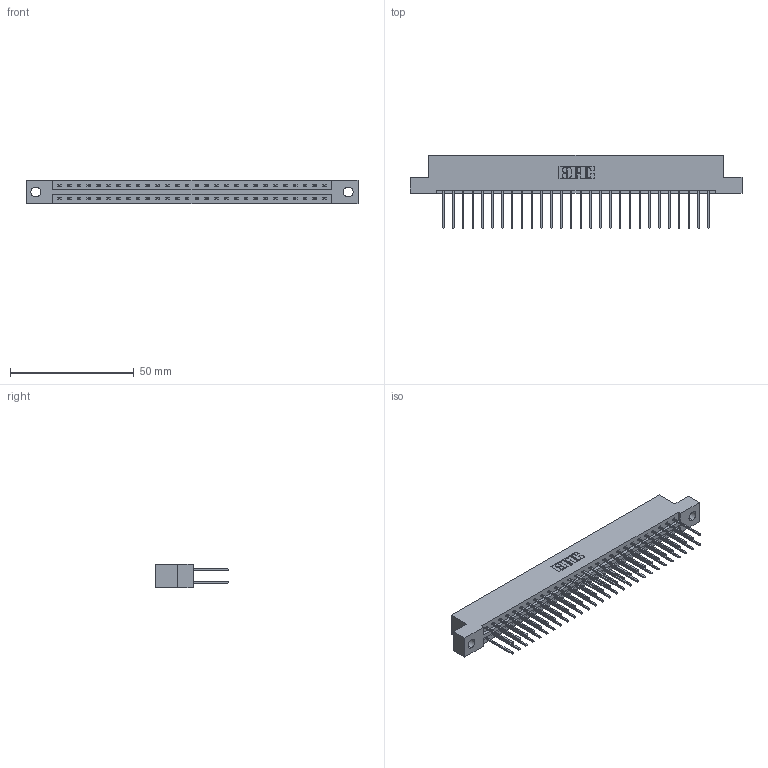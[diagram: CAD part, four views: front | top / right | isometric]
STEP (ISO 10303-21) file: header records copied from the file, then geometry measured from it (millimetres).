
FILE_DESCRIPTION (( 'STEP AP203' ), '1' );
FILE_NAME ('337-056-540-204.STEP', '2018-08-10T02:51:29', ( '' ), ( '' ), 'SwSTEP 2.0', 'SolidWorks 2016', '' );
FILE_SCHEMA (( 'CONFIG_CONTROL_DESIGN' ));
Length unit declared in the file: inch
Products named in the file (3): 337-056-540-204; 337 Part_Flush Mounting Lugs - 0.156 Dia-TH; 345-292-001_345-293-140
Assembly tree (57 placements, depth 2):
  337-056-540-204
    337 Part_Flush Mounting Lugs - 0.156 Dia-TH
    345-292-001_345-293-140  x56
Bounding box: 133.96 x 29.47 x 9.4 mm (x, y, z)
Volume: 14055.8 mm3; surface area: 16601 mm2
Topology: 57 solids, 57 shells, 3138 faces, 9327 edges, 6142 vertices
Faces by surface type: plane 2198, cylinder 940
Entity records: 23541 total; most frequent: CARTESIAN_POINT 3978, ORIENTED_EDGE 3914, DIRECTION 3409, EDGE_CURVE 1957, VECTOR 1829, LINE 1829, VERTEX_POINT 1302, AXIS2_PLACEMENT_3D 790
